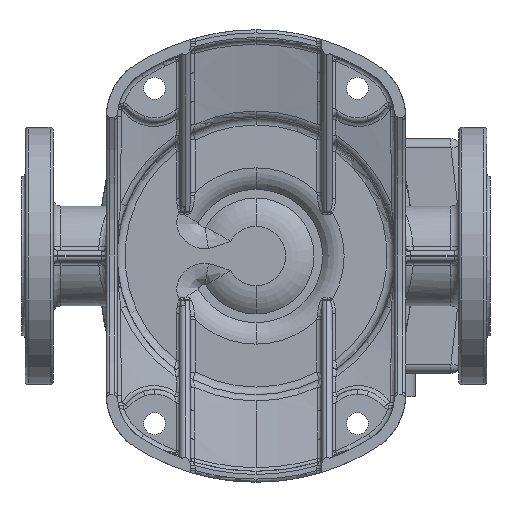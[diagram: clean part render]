
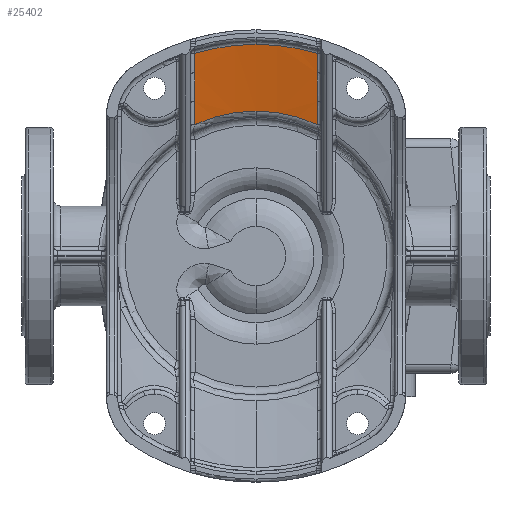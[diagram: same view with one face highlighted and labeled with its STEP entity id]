
A CAD part, front view. The second image highlights one B-rep face of the part: STEP entity #25402.
In plain terms, the highlighted conical face has half-angle 77 degrees and reference radius 38.425 mm.
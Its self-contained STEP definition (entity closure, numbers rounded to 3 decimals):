
#253 = VERTEX_POINT ( 'NONE', #11893 ) ;
#1548 = CARTESIAN_POINT ( 'NONE',  ( 39.195, 28.469, 129.89 ) ) ;
#1598 = CARTESIAN_POINT ( 'NONE',  ( -39.26, 36.332, 93.746 ) ) ;
#3876 = CARTESIAN_POINT ( 'NONE',  ( -39.236, 33.98, 104.715 ) ) ;
#5145 = CARTESIAN_POINT ( 'NONE',  ( 39.205, 29.924, 123.29 ) ) ;
#5180 = VERTEX_POINT ( 'NONE', #1548 ) ;
#5279 = B_SPLINE_CURVE_WITH_KNOTS ( 'NONE', 3,
 ( #55295, #20525, #65527, #5145, #59690, #27454, #72112 ),
 .UNSPECIFIED., .F., .F.,
 ( 4, 3, 4 ),
 ( 0., 0.006, 0.013 ),
 .UNSPECIFIED. ) ;
#6076 = CIRCLE ( 'NONE', #31757, 92.875 ) ;
#7068 = CARTESIAN_POINT ( 'NONE',  ( -39.249, 35.2, 99.022 ) ) ;
#8243 = AXIS2_PLACEMENT_3D ( 'NONE', #57369, #69049, #18900 ) ;
#9343 = EDGE_CURVE ( 'NONE', #38332, #21012, #71760, .T. ) ;
#9840 = CARTESIAN_POINT ( 'NONE',  ( 0., 38.35, 0. ) ) ;
#10551 = CIRCLE ( 'NONE', #70157, 135.675 ) ;
#11405 = ORIENTED_EDGE ( 'NONE', *, *, #9343, .T. ) ;
#11856 = ORIENTED_EDGE ( 'NONE', *, *, #43550, .T. ) ;
#11893 = CARTESIAN_POINT ( 'NONE',  ( 0., 38.35, 92.875 ) ) ;
#12192 = EDGE_CURVE ( 'NONE', #52715, #48568, #10551, .T. ) ;
#12794 = AXIS2_PLACEMENT_3D ( 'NONE', #9840, #15300, #32158 ) ;
#14064 = CARTESIAN_POINT ( 'NONE',  ( 39.249, 35.2, 99.022 ) ) ;
#15300 = DIRECTION ( 'NONE',  ( 0., 1., 0. ) ) ;
#16669 = CARTESIAN_POINT ( 'NONE',  ( 39.214, 31.209, 117.43 ) ) ;
#16981 = DIRECTION ( 'NONE',  ( 0., -1., 0. ) ) ;
#18900 = DIRECTION ( 'NONE',  ( 0., 0., -1. ) ) ;
#20525 = CARTESIAN_POINT ( 'NONE',  ( 39.211, 30.782, 119.383 ) ) ;
#20633 = VERTEX_POINT ( 'NONE', #27544 ) ;
#21012 = VERTEX_POINT ( 'NONE', #36662 ) ;
#21037 = CARTESIAN_POINT ( 'NONE',  ( -39.249, 35.2, 99.022 ) ) ;
#21385 = CARTESIAN_POINT ( 'NONE',  ( -39.195, 28.469, 129.89 ) ) ;
#22017 = CARTESIAN_POINT ( 'NONE',  ( -39.214, 31.209, 117.43 ) ) ;
#22144 = CARTESIAN_POINT ( 'NONE',  ( 39.236, 33.98, 104.715 ) ) ;
#23334 = CARTESIAN_POINT ( 'NONE',  ( 39.285, 38.35, 84.157 ) ) ;
#23464 = ORIENTED_EDGE ( 'NONE', *, *, #50923, .T. ) ;
#23707 = CARTESIAN_POINT ( 'NONE',  ( 39.249, 35.2, 99.022 ) ) ;
#23890 = CARTESIAN_POINT ( 'NONE',  ( -39.272, 37.382, 88.791 ) ) ;
#24189 = ORIENTED_EDGE ( 'NONE', *, *, #37826, .T. ) ;
#24460 = CARTESIAN_POINT ( 'NONE',  ( 0., 28.469, 0. ) ) ;
#25156 = VERTEX_POINT ( 'NONE', #39115 ) ;
#25402 = ADVANCED_FACE ( 'NONE', ( #58102 ), #68985, .F. ) ;
#26501 = CARTESIAN_POINT ( 'NONE',  ( -39.198, 28.9, 127.937 ) ) ;
#27040 = ORIENTED_EDGE ( 'NONE', *, *, #55234, .T. ) ;
#27454 = CARTESIAN_POINT ( 'NONE',  ( 39.198, 28.955, 127.69 ) ) ;
#27544 = CARTESIAN_POINT ( 'NONE',  ( 39.285, 38.35, 84.157 ) ) ;
#28296 = EDGE_CURVE ( 'NONE', #69012, #38332, #49271, .T. ) ;
#28846 = CARTESIAN_POINT ( 'NONE',  ( 39.26, 36.332, 93.746 ) ) ;
#30198 = B_SPLINE_CURVE_WITH_KNOTS ( 'NONE', 3,
 ( #21385, #26501, #43740, #70808, #66046, #55452, #48843 ),
 .UNSPECIFIED., .F., .F.,
 ( 4, 3, 4 ),
 ( 0., 0.006, 0.013 ),
 .UNSPECIFIED. ) ;
#30393 = AXIS2_PLACEMENT_3D ( 'NONE', #67131, #16981, #66747 ) ;
#31105 = ORIENTED_EDGE ( 'NONE', *, *, #37093, .T. ) ;
#31757 = AXIS2_PLACEMENT_3D ( 'NONE', #51212, #34731, #50520 ) ;
#31924 = EDGE_CURVE ( 'NONE', #25156, #5180, #5279, .T. ) ;
#32158 = DIRECTION ( 'NONE',  ( 0., 0., -1. ) ) ;
#34707 = EDGE_LOOP ( 'NONE', ( #64538, #23464, #27040, #11856, #65998, #31105, #52914, #24189, #55397, #11405 ) ) ;
#34731 = DIRECTION ( 'NONE',  ( 0., 1., 0. ) ) ;
#35844 = DIRECTION ( 'NONE',  ( 0., 0., -1. ) ) ;
#36662 = CARTESIAN_POINT ( 'NONE',  ( -39.285, 38.35, 84.157 ) ) ;
#37093 = EDGE_CURVE ( 'NONE', #5180, #52715, #44412, .T. ) ;
#37826 = EDGE_CURVE ( 'NONE', #48568, #69012, #30198, .T. ) ;
#37923 = CARTESIAN_POINT ( 'NONE',  ( -39.214, 31.209, 117.43 ) ) ;
#38332 = VERTEX_POINT ( 'NONE', #50431 ) ;
#39115 = CARTESIAN_POINT ( 'NONE',  ( 39.214, 31.209, 117.43 ) ) ;
#43550 = EDGE_CURVE ( 'NONE', #47644, #25156, #47184, .T. ) ;
#43740 = CARTESIAN_POINT ( 'NONE',  ( -39.2, 29.331, 125.984 ) ) ;
#44412 = CIRCLE ( 'NONE', #30393, 135.675 ) ;
#46042 = EDGE_CURVE ( 'NONE', #21012, #253, #66550, .T. ) ;
#46233 = CARTESIAN_POINT ( 'NONE',  ( -39.285, 38.35, 84.157 ) ) ;
#46812 = DIRECTION ( 'NONE',  ( 0., -1., 0. ) ) ;
#47184 = B_SPLINE_CURVE_WITH_KNOTS ( 'NONE', 3,
 ( #56587, #22144, #56926, #16669 ),
 .UNSPECIFIED., .F., .F.,
 ( 4, 4 ),
 ( 0., 1. ),
 .UNSPECIFIED. ) ;
#47644 = VERTEX_POINT ( 'NONE', #14064 ) ;
#48568 = VERTEX_POINT ( 'NONE', #64507 ) ;
#48843 = CARTESIAN_POINT ( 'NONE',  ( -39.214, 31.209, 117.43 ) ) ;
#49271 = B_SPLINE_CURVE_WITH_KNOTS ( 'NONE', 3,
 ( #37923, #58808, #3876, #21037 ),
 .UNSPECIFIED., .F., .F.,
 ( 4, 4 ),
 ( 0., 1. ),
 .UNSPECIFIED. ) ;
#50431 = CARTESIAN_POINT ( 'NONE',  ( -39.249, 35.2, 99.022 ) ) ;
#50520 = DIRECTION ( 'NONE',  ( 0., 0., -1. ) ) ;
#50846 = CARTESIAN_POINT ( 'NONE',  ( 39.272, 37.382, 88.791 ) ) ;
#50923 = EDGE_CURVE ( 'NONE', #253, #20633, #6076, .T. ) ;
#51212 = CARTESIAN_POINT ( 'NONE',  ( 0., 38.35, 0. ) ) ;
#52715 = VERTEX_POINT ( 'NONE', #70250 ) ;
#52914 = ORIENTED_EDGE ( 'NONE', *, *, #12192, .T. ) ;
#55234 = EDGE_CURVE ( 'NONE', #20633, #47644, #69883, .T. ) ;
#55295 = CARTESIAN_POINT ( 'NONE',  ( 39.214, 31.209, 117.43 ) ) ;
#55397 = ORIENTED_EDGE ( 'NONE', *, *, #28296, .T. ) ;
#55452 = CARTESIAN_POINT ( 'NONE',  ( -39.21, 30.728, 119.63 ) ) ;
#56587 = CARTESIAN_POINT ( 'NONE',  ( 39.249, 35.2, 99.022 ) ) ;
#56926 = CARTESIAN_POINT ( 'NONE',  ( 39.225, 32.649, 110.85 ) ) ;
#57369 = CARTESIAN_POINT ( 'NONE',  ( 0., 50.921, 0. ) ) ;
#58102 = FACE_OUTER_BOUND ( 'NONE', #34707, .T. ) ;
#58808 = CARTESIAN_POINT ( 'NONE',  ( -39.225, 32.649, 110.85 ) ) ;
#59690 = CARTESIAN_POINT ( 'NONE',  ( 39.201, 29.44, 125.49 ) ) ;
#64507 = CARTESIAN_POINT ( 'NONE',  ( -39.195, 28.469, 129.89 ) ) ;
#64538 = ORIENTED_EDGE ( 'NONE', *, *, #46042, .T. ) ;
#65527 = CARTESIAN_POINT ( 'NONE',  ( 39.207, 30.353, 121.337 ) ) ;
#65998 = ORIENTED_EDGE ( 'NONE', *, *, #31924, .T. ) ;
#66046 = CARTESIAN_POINT ( 'NONE',  ( -39.207, 30.245, 121.831 ) ) ;
#66550 = CIRCLE ( 'NONE', #12794, 92.875 ) ;
#66747 = DIRECTION ( 'NONE',  ( 0., 0., -1. ) ) ;
#67131 = CARTESIAN_POINT ( 'NONE',  ( 0., 28.469, 0. ) ) ;
#68985 = CONICAL_SURFACE ( 'NONE', #8243, 38.425, 1.344 ) ;
#69012 = VERTEX_POINT ( 'NONE', #22017 ) ;
#69049 = DIRECTION ( 'NONE',  ( 0., -1., 0. ) ) ;
#69883 = B_SPLINE_CURVE_WITH_KNOTS ( 'NONE', 3,
 ( #23334, #50846, #28846, #23707 ),
 .UNSPECIFIED., .F., .F.,
 ( 4, 4 ),
 ( 0., 1. ),
 .UNSPECIFIED. ) ;
#70157 = AXIS2_PLACEMENT_3D ( 'NONE', #24460, #46812, #35844 ) ;
#70250 = CARTESIAN_POINT ( 'NONE',  ( 0., 28.469, 135.675 ) ) ;
#70808 = CARTESIAN_POINT ( 'NONE',  ( -39.203, 29.761, 124.031 ) ) ;
#71760 = B_SPLINE_CURVE_WITH_KNOTS ( 'NONE', 3,
 ( #7068, #1598, #23890, #46233 ),
 .UNSPECIFIED., .F., .F.,
 ( 4, 4 ),
 ( 0., 1. ),
 .UNSPECIFIED. ) ;
#72112 = CARTESIAN_POINT ( 'NONE',  ( 39.195, 28.469, 129.89 ) ) ;
